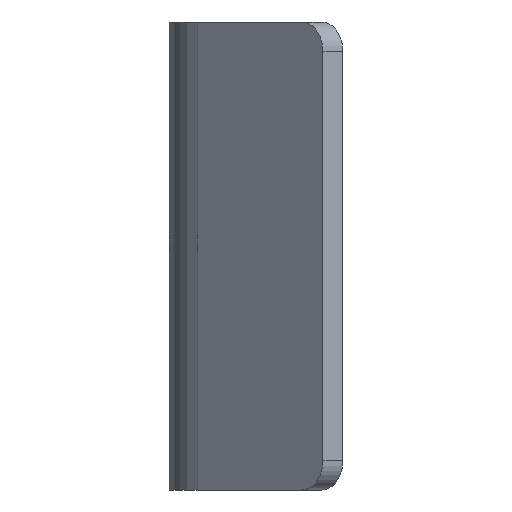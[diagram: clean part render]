
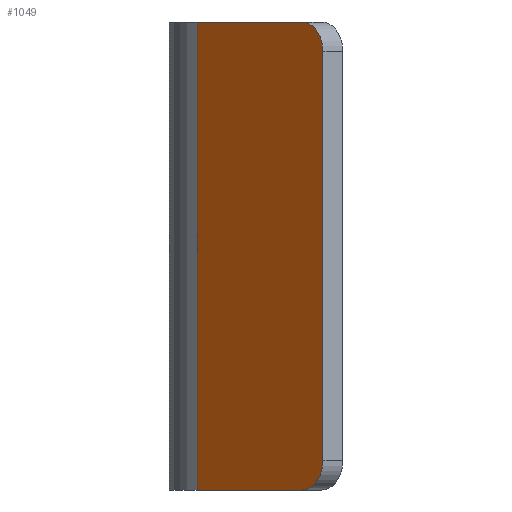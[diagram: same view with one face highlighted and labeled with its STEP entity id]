
A CAD part, left-side view. The second image highlights one B-rep face of the part: STEP entity #1049.
In plain terms, the highlighted planar face has unit normal (-0.731, 0.682, 0).
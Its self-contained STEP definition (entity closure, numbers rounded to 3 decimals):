
#39=DIRECTION('',(-0.682,-0.731,0.));
#40=VECTOR('',#39,24.402);
#41=CARTESIAN_POINT('',(-467.448,21.503,0.));
#42=LINE('',#41,#40);
#43=CARTESIAN_POINT('',(-484.09,3.657,75.));
#44=DIRECTION('',(-0.731,0.682,0.));
#45=DIRECTION('',(-0.682,-0.731,0.));
#46=AXIS2_PLACEMENT_3D('',#43,#44,#45);
#48=CARTESIAN_POINT('',(-484.09,3.657,5.));
#49=DIRECTION('',(-0.731,0.682,0.));
#50=DIRECTION('',(0.,0.,-1.));
#51=AXIS2_PLACEMENT_3D('',#48,#49,#50);
#53=DIRECTION('',(0.,0.,-1.));
#54=VECTOR('',#53,80.);
#55=CARTESIAN_POINT('',(-467.448,21.503,80.));
#56=LINE('',#55,#54);
#503=DIRECTION('',(-0.682,-0.731,0.));
#504=VECTOR('',#503,24.402);
#505=CARTESIAN_POINT('',(-467.448,21.503,80.));
#506=LINE('',#505,#504);
#765=DIRECTION('',(0.,0.,1.));
#766=VECTOR('',#765,70.);
#767=CARTESIAN_POINT('',(-487.5,0.,5.));
#768=LINE('',#767,#766);
#769=CARTESIAN_POINT('',(-467.448,21.503,0.));
#771=VERTEX_POINT('',#769);
#775=CARTESIAN_POINT('',(-467.448,21.503,80.));
#776=VERTEX_POINT('',#775);
#945=CARTESIAN_POINT('',(-487.5,0.,75.));
#946=VERTEX_POINT('',#945);
#947=CARTESIAN_POINT('',(-484.09,3.657,80.));
#948=VERTEX_POINT('',#947);
#949=CARTESIAN_POINT('',(-484.09,3.657,0.));
#950=CARTESIAN_POINT('',(-487.5,0.,5.));
#951=VERTEX_POINT('',#949);
#952=VERTEX_POINT('',#950);
#1032=CARTESIAN_POINT('',(-463.,26.273,0.));
#1033=DIRECTION('',(-0.731,0.682,0.));
#1034=DIRECTION('',(-0.682,-0.731,0.));
#1035=AXIS2_PLACEMENT_3D('',#1032,#1033,#1034);
#1036=PLANE('',#1035);
#1038=ORIENTED_EDGE('',*,*,#1037,.F.);
#1040=ORIENTED_EDGE('',*,*,#1039,.F.);
#1041=ORIENTED_EDGE('',*,*,#1022,.F.);
#1042=ORIENTED_EDGE('',*,*,#1012,.F.);
#1044=ORIENTED_EDGE('',*,*,#1043,.F.);
#1046=ORIENTED_EDGE('',*,*,#1045,.T.);
#1047=EDGE_LOOP('',(#1038,#1040,#1041,#1042,#1044,#1046));
#1048=FACE_OUTER_BOUND('',#1047,.F.);
#1049=ADVANCED_FACE('',(#1048),#1036,.T.);
#47=CIRCLE('',#46,5.);
#52=CIRCLE('',#51,5.);
#1012=EDGE_CURVE('',#771,#951,#42,.T.);
#1022=EDGE_CURVE('',#951,#952,#52,.T.);
#1037=EDGE_CURVE('',#946,#948,#47,.T.);
#1039=EDGE_CURVE('',#952,#946,#768,.T.);
#1043=EDGE_CURVE('',#776,#771,#56,.T.);
#1045=EDGE_CURVE('',#776,#948,#506,.T.);
